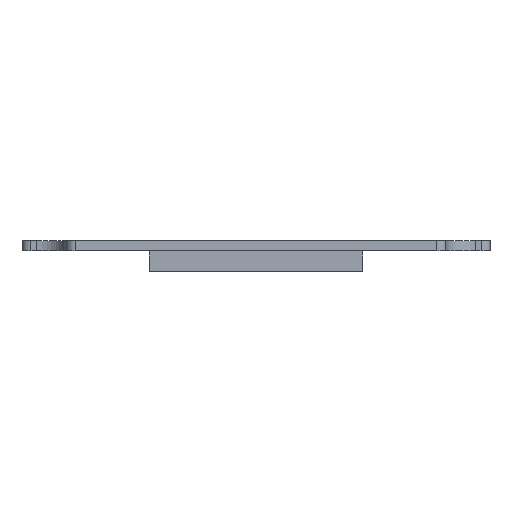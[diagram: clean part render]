
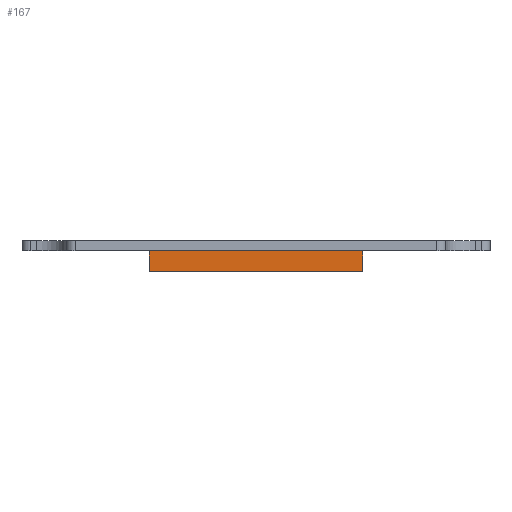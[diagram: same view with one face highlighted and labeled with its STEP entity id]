
A CAD part, front view. The second image highlights one B-rep face of the part: STEP entity #167.
In plain terms, the highlighted planar face has unit normal (0, -1, 0).
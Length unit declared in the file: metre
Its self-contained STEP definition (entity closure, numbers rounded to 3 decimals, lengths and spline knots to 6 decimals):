
#167 = ADVANCED_FACE( '', ( #412 ), #413, .T. );
#412 = FACE_OUTER_BOUND( '', #679, .T. );
#413 = PLANE( '', #680 );
#679 = EDGE_LOOP( '', ( #1140, #1141, #1142, #1143 ) );
#680 = AXIS2_PLACEMENT_3D( '', #1144, #1145, #1146 );
#1140 = ORIENTED_EDGE( '', *, *, #1443, .F. );
#1141 = ORIENTED_EDGE( '', *, *, #1299, .F. );
#1142 = ORIENTED_EDGE( '', *, *, #1466, .T. );
#1143 = ORIENTED_EDGE( '', *, *, #1467, .T. );
#1144 = CARTESIAN_POINT( '', ( 0., -0.071, -0.007 ) );
#1145 = DIRECTION( '', ( 0., -1., 0. ) );
#1146 = DIRECTION( '', ( 0., 0., -1. ) );
#1299 = EDGE_CURVE( '', #1514, #1509, #1516, .T. );
#1443 = EDGE_CURVE( '', #1509, #1753, #1754, .T. );
#1466 = EDGE_CURVE( '', #1514, #1784, #1785, .T. );
#1467 = EDGE_CURVE( '', #1784, #1753, #1786, .T. );
#1509 = VERTEX_POINT( '', #1834 );
#1514 = VERTEX_POINT( '', #1841 );
#1516 = LINE( '', #1844, #1845 );
#1753 = VERTEX_POINT( '', #2126 );
#1754 = LINE( '', #2127, #2128 );
#1784 = VERTEX_POINT( '', #2169 );
#1785 = LINE( '', #2170, #2171 );
#1786 = LINE( '', #2172, #2173 );
#1834 = CARTESIAN_POINT( '', ( -0.03625, -0.071, 0. ) );
#1841 = CARTESIAN_POINT( '', ( -0.03625, -0.071, -0.007 ) );
#1844 = CARTESIAN_POINT( '', ( -0.03625, -0.071, -0.007 ) );
#1845 = VECTOR( '', #2221, 1. );
#2126 = CARTESIAN_POINT( '', ( 0.03625, -0.071, 0. ) );
#2127 = CARTESIAN_POINT( '', ( 0., -0.071, 0. ) );
#2128 = VECTOR( '', #2464, 1. );
#2169 = CARTESIAN_POINT( '', ( 0.03625, -0.071, -0.007 ) );
#2170 = CARTESIAN_POINT( '', ( 0., -0.071, -0.007 ) );
#2171 = VECTOR( '', #2491, 1. );
#2172 = CARTESIAN_POINT( '', ( 0.03625, -0.071, -0.007 ) );
#2173 = VECTOR( '', #2492, 1. );
#2221 = DIRECTION( '', ( 0., 0., 1. ) );
#2464 = DIRECTION( '', ( 1., 0., 0. ) );
#2491 = DIRECTION( '', ( 1., 0., 0. ) );
#2492 = DIRECTION( '', ( 0., 0., 1. ) );
